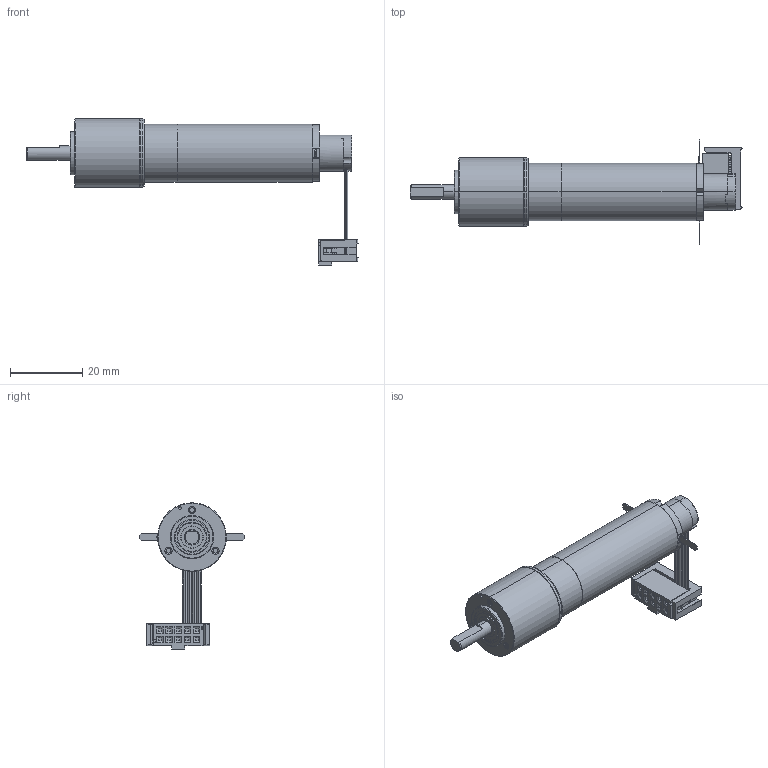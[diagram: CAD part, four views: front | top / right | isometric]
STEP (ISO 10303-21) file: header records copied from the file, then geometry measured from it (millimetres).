
FILE_DESCRIPTION(('STEP AP214'),'1');
FILE_NAME('cctmp_2AE5EC46-3ECD-489E-89FB-D9BF38FA6EEB_2020_11_2_22_53_6_64..stp','2020-11-02T21:53:07',('maxon motor ag'),('CADClick - www.CADClick.com'),'Spatial InterOp 3D',' ','unknown authorization');
FILE_SCHEMA(('AUTOMOTIVE_DESIGN'));
Length unit declared in the file: millimetre
Products named in the file (12): 0
Assembly tree (11 placements, depth 2):
  (unnamed)
    0
    0
    0
    0
    0
    0
    0
    0
    0
    0
    0
Bounding box: 91.9 x 29 x 40.5 mm (x, y, z)
Volume: 8685.9 mm3; surface area: 11456.1 mm2
Topology: 16 solids, 16 shells, 1417 faces, 3851 edges, 2480 vertices
Faces by surface type: plane 1110, cylinder 187, cone 98, torus 20, sphere 2
Entity records: 56032 total; most frequent: CARTESIAN_POINT 8086, ORIENTED_EDGE 7698, DIRECTION 7221, EDGE_CURVE 3849, LINE 3283, VECTOR 3283, VERTEX_POINT 2480, AXIS2_PLACEMENT_3D 1969
